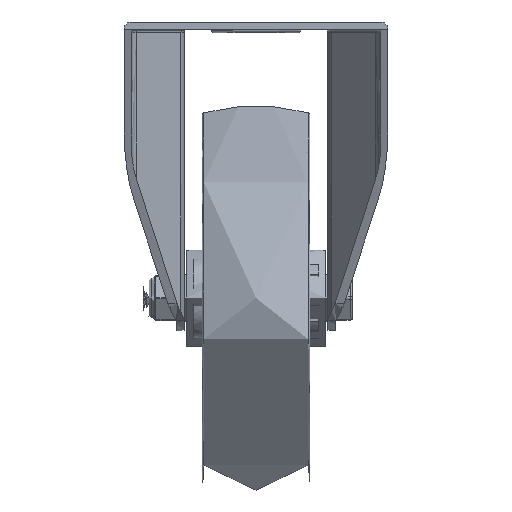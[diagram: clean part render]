
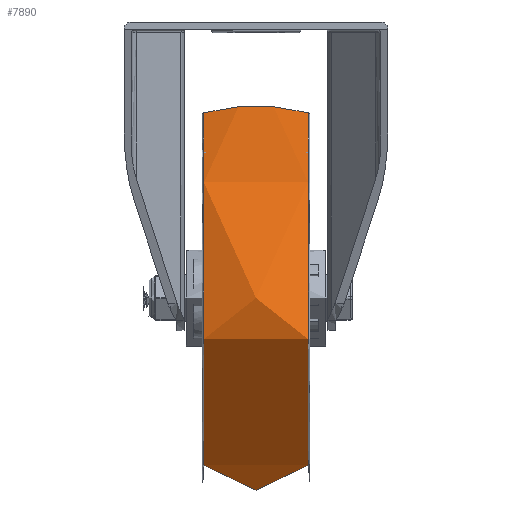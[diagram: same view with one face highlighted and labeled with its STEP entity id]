
A CAD part, left-side view. The second image highlights one B-rep face of the part: STEP entity #7890.
In plain terms, the highlighted free-form (B-spline) face has degree [2, 2] with [3, 9] control points.
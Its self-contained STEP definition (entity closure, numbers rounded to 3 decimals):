
#37=(
BOUNDED_SURFACE()
B_SPLINE_SURFACE(2,2,((#12634,#12635,#12636,#12637,#12638,#12639,#12640,
#12641,#12642),(#12643,#12644,#12645,#12646,#12647,#12648,#12649,#12650,
#12651),(#12652,#12653,#12654,#12655,#12656,#12657,#12658,#12659,#12660)),
 .UNSPECIFIED.,.F.,.T.,.F.)
B_SPLINE_SURFACE_WITH_KNOTS((3,3),(3,2,2,2,3),(-0.256,0.256),
(-3.142,-1.571,0.,1.571,3.142),
 .UNSPECIFIED.)
GEOMETRIC_REPRESENTATION_ITEM()
RATIONAL_B_SPLINE_SURFACE(((1.,0.707,1.,0.707,1.,
0.707,1.,0.707,1.),(0.967,0.684,
0.967,0.684,0.967,0.684,
0.967,0.684,0.967),(1.,0.707,
1.,0.707,1.,0.707,1.,0.707,1.)))
REPRESENTATION_ITEM('')
SURFACE()
);
#866=FACE_OUTER_BOUND('',#1361,.T.);
#1361=EDGE_LOOP('',(#5997,#5998,#5999,#6000));
#3025=CIRCLE('',#8638,77.199);
#3026=CIRCLE('',#8639,85.875);
#3027=CIRCLE('',#8640,77.199);
#3519=VERTEX_POINT('',#12631);
#3520=VERTEX_POINT('',#12661);
#4415=EDGE_CURVE('',#3519,#3519,#3025,.T.);
#4416=EDGE_CURVE('',#3519,#3520,#3026,.T.);
#4417=EDGE_CURVE('',#3520,#3520,#3027,.T.);
#5997=ORIENTED_EDGE('',*,*,#4415,.F.);
#5998=ORIENTED_EDGE('',*,*,#4416,.T.);
#5999=ORIENTED_EDGE('',*,*,#4417,.T.);
#6000=ORIENTED_EDGE('',*,*,#4416,.F.);
#7890=ADVANCED_FACE('',(#866),#37,.F.);
#8638=AXIS2_PLACEMENT_3D('',#12633,#10009,#10010);
#8639=AXIS2_PLACEMENT_3D('',#12662,#10011,#10012);
#8640=AXIS2_PLACEMENT_3D('',#12663,#10013,#10014);
#10009=DIRECTION('center_axis',(0.,1.,0.));
#10010=DIRECTION('ref_axis',(-1.,0.,0.));
#10011=DIRECTION('center_axis',(1.,0.,0.));
#10012=DIRECTION('ref_axis',(0.,0.,
1.));
#10013=DIRECTION('center_axis',(0.,1.,0.));
#10014=DIRECTION('ref_axis',(-1.,0.,0.));
#12631=CARTESIAN_POINT('',(0.,21.753,77.199));
#12633=CARTESIAN_POINT('Origin',(0.,21.753,0.));
#12634=CARTESIAN_POINT('Ctrl Pts',(0.,-21.753,
77.199));
#12635=CARTESIAN_POINT('Ctrl Pts',(77.199,-21.753,77.199));
#12636=CARTESIAN_POINT('Ctrl Pts',(77.199,-21.753,0.));
#12637=CARTESIAN_POINT('Ctrl Pts',(77.199,-21.753,-77.199));
#12638=CARTESIAN_POINT('Ctrl Pts',(0.,-21.753,
-77.199));
#12639=CARTESIAN_POINT('Ctrl Pts',(-77.199,-21.753,
-77.199));
#12640=CARTESIAN_POINT('Ctrl Pts',(-77.199,-21.753,
0.));
#12641=CARTESIAN_POINT('Ctrl Pts',(-77.199,-21.753,
77.199));
#12642=CARTESIAN_POINT('Ctrl Pts',(0.,-21.753,
77.199));
#12643=CARTESIAN_POINT('Ctrl Pts',(0.,0.,
82.895));
#12644=CARTESIAN_POINT('Ctrl Pts',(82.895,0.,
82.895));
#12645=CARTESIAN_POINT('Ctrl Pts',(82.895,0.,
0.));
#12646=CARTESIAN_POINT('Ctrl Pts',(82.895,0.,
-82.895));
#12647=CARTESIAN_POINT('Ctrl Pts',(0.,0.,
-82.895));
#12648=CARTESIAN_POINT('Ctrl Pts',(-82.895,0.,
-82.895));
#12649=CARTESIAN_POINT('Ctrl Pts',(-82.895,0.,
0.));
#12650=CARTESIAN_POINT('Ctrl Pts',(-82.895,0.,
82.895));
#12651=CARTESIAN_POINT('Ctrl Pts',(0.,0.,
82.895));
#12652=CARTESIAN_POINT('Ctrl Pts',(0.,21.753,
77.199));
#12653=CARTESIAN_POINT('Ctrl Pts',(77.199,21.753,77.199));
#12654=CARTESIAN_POINT('Ctrl Pts',(77.199,21.753,0.));
#12655=CARTESIAN_POINT('Ctrl Pts',(77.199,21.753,-77.199));
#12656=CARTESIAN_POINT('Ctrl Pts',(0.,21.753,
-77.199));
#12657=CARTESIAN_POINT('Ctrl Pts',(-77.199,21.753,-77.199));
#12658=CARTESIAN_POINT('Ctrl Pts',(-77.199,21.753,0.));
#12659=CARTESIAN_POINT('Ctrl Pts',(-77.199,21.753,77.199));
#12660=CARTESIAN_POINT('Ctrl Pts',(0.,21.753,
77.199));
#12661=CARTESIAN_POINT('',(0.,-21.753,77.199));
#12662=CARTESIAN_POINT('Origin',(0.,0.,
-5.875));
#12663=CARTESIAN_POINT('Origin',(0.,-21.753,
0.));
